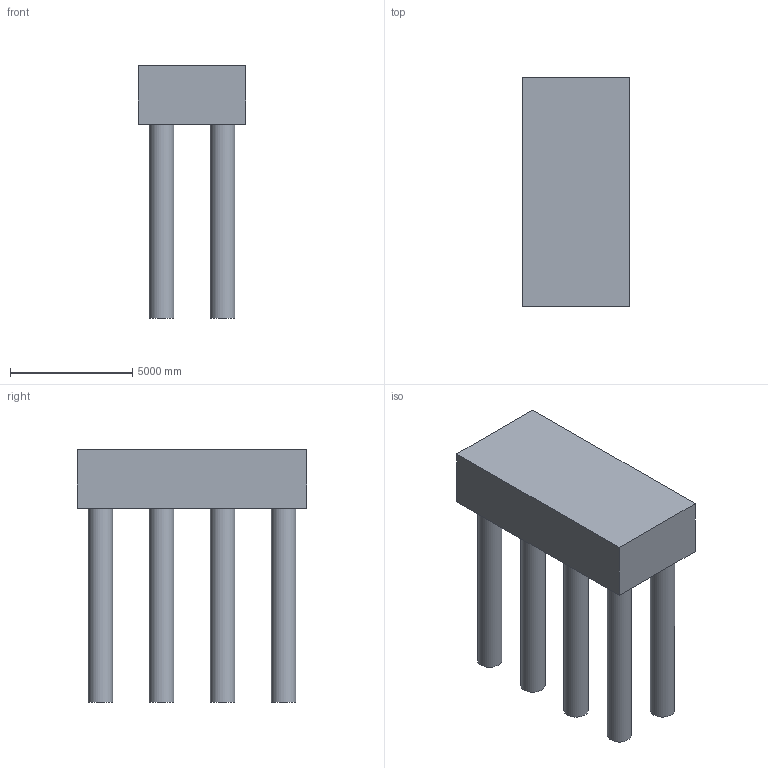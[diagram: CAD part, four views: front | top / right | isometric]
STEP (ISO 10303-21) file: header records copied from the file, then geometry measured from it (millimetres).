
FILE_DESCRIPTION(('FreeCAD Model'),'2;1');
FILE_NAME('Block_and_n_piles_assembly.step','2016-12-07T16:52:33',('Author'),(''), 'Open CASCADE STEP processor 6.8','FreeCAD','Unknown');
FILE_SCHEMA(('AUTOMOTIVE_DESIGN_CC2 { 1 2 10303 214 -1 1 5 4 }'));
Length unit declared in the file: millimetre
Products named in the file (2): ASSEMBLY; Block_and_n_piles_assembly
Assembly tree (1 placements, depth 2):
  ASSEMBLY
    Block_and_n_piles_assembly
Bounding box: 4400 x 9402.5 x 10350 mm (x, y, z)
Volume: 149241723192.1 mm3; surface area: 348799292.8 mm2
Topology: 1 solids, 1 shells, 22 faces, 36 edges, 24 vertices
Faces by surface type: plane 14, cylinder 8
Full cylindrical faces by diameter (mm): 1000 x8
Entity records: 1217 total; most frequent: CARTESIAN_POINT 252, DIRECTION 156, LINE 76, VECTOR 76, ORIENTED_EDGE 72, PCURVE 72, DEFINITIONAL_REPRESENTATION 72, AXIS2_PLACEMENT_3D 40
